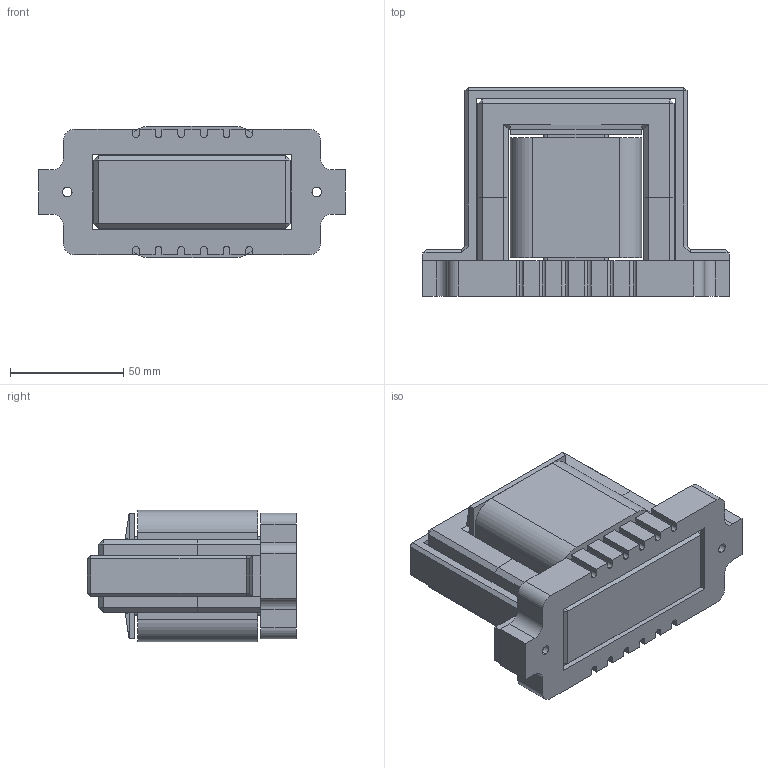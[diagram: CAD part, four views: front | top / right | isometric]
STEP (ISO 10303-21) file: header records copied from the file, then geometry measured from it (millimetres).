
FILE_DESCRIPTION (( 'STEP AP214' ), '1' );
FILE_NAME ('E85A, ñáîðêà.STEP', '2023-11-02T08:51:32', ( '' ), ( '' ), 'SwSTEP 2.0', 'SolidWorks 2021', '' );
FILE_SCHEMA (( 'AUTOMOTIVE_DESIGN' ));
Length unit declared in the file: millimetre
Products named in the file (5): Ñêîáà äÿë Å85À; Îáìîòêà Å85À; E85A, 鼁闉罻; E85A; 婍貙鼏 E85A 
Assembly tree (5 placements, depth 2):
  E85A, 鼁闉罻
    E85A
    婍貙鼏 E85A   x2
    Îáìîòêà Å85À
    Ñêîáà äÿë Å85À
Bounding box: 135 x 92.25 x 58 mm (x, y, z)
Volume: 391471.2 mm3; surface area: 108618.8 mm2
Topology: 5 solids, 5 shells, 312 faces, 812 edges, 516 vertices
Faces by surface type: plane 241, cylinder 42, bspline 25, cone 4
Entity records: 9812 total; most frequent: CARTESIAN_POINT 2911, ORIENTED_EDGE 1448, DIRECTION 1276, EDGE_CURVE 724, VECTOR 586, LINE 586, VERTEX_POINT 464, AXIS2_PLACEMENT_3D 345
